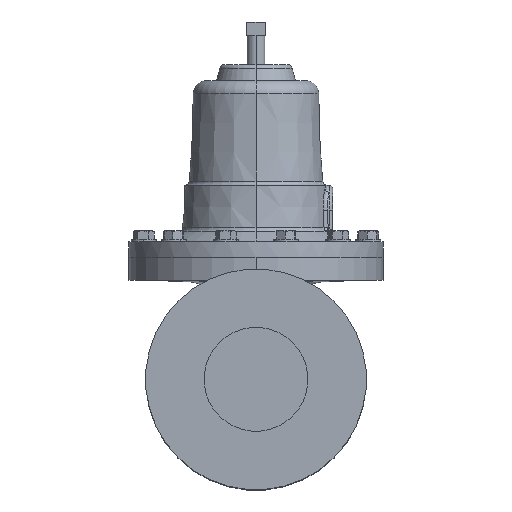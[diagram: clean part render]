
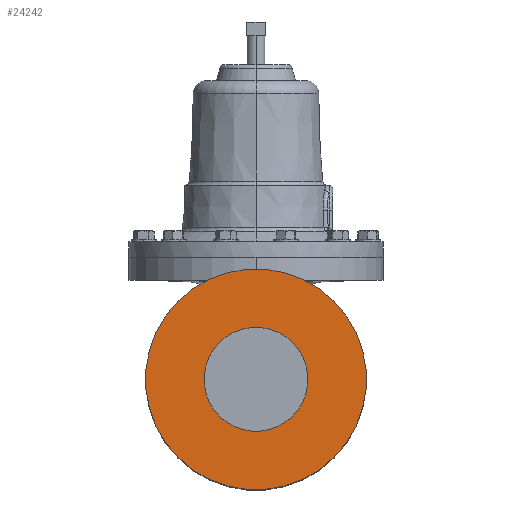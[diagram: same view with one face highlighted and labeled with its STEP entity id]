
A CAD part, top view. The second image highlights one B-rep face of the part: STEP entity #24242.
In plain terms, the highlighted planar face has unit normal (0, 0, 1).
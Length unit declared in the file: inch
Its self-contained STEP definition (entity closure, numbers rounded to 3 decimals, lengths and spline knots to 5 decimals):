
#53 = CIRCLE ( 'NONE', #24472, 1.44 ) ;
#1513 = VERTEX_POINT ( 'NONE', #4061 ) ;
#1967 = ORIENTED_EDGE ( 'NONE', *, *, #31773, .F. ) ;
#2412 = DIRECTION ( 'NONE',  ( -0.707, -0.707, 0. ) ) ;
#2811 = CIRCLE ( 'NONE', #9317, 3.06 ) ;
#4061 = CARTESIAN_POINT ( 'NONE',  ( 2.16375, 2.16375, 5.0625 ) ) ;
#4232 = AXIS2_PLACEMENT_3D ( 'NONE', #6093, #23427, #8600 ) ;
#4495 = EDGE_CURVE ( 'NONE', #1513, #11091, #2811, .T. ) ;
#4684 = CARTESIAN_POINT ( 'NONE',  ( 1.01823, 1.01823, 5.0625 ) ) ;
#5388 = CARTESIAN_POINT ( 'NONE',  ( -1.01823, -1.01823, 5.0625 ) ) ;
#6093 = CARTESIAN_POINT ( 'NONE',  ( 0., 0., 5.0625 ) ) ;
#6979 = EDGE_CURVE ( 'NONE', #31723, #29916, #14632, .T. ) ;
#7069 = FACE_BOUND ( 'NONE', #23435, .T. ) ;
#8600 = DIRECTION ( 'NONE',  ( -0.707, -0.707, 0. ) ) ;
#9317 = AXIS2_PLACEMENT_3D ( 'NONE', #13292, #30564, #15755 ) ;
#10215 = ORIENTED_EDGE ( 'NONE', *, *, #6979, .F. ) ;
#10589 = EDGE_LOOP ( 'NONE', ( #11175, #11394 ) ) ;
#11091 = VERTEX_POINT ( 'NONE', #31567 ) ;
#11175 = ORIENTED_EDGE ( 'NONE', *, *, #15054, .T. ) ;
#11394 = ORIENTED_EDGE ( 'NONE', *, *, #4495, .T. ) ;
#13292 = CARTESIAN_POINT ( 'NONE',  ( 0., 0., 5.0625 ) ) ;
#13880 = CARTESIAN_POINT ( 'NONE',  ( 1.01823, -1.01823, 5.0625 ) ) ;
#14327 = DIRECTION ( 'NONE',  ( 0., 0., 1. ) ) ;
#14632 = CIRCLE ( 'NONE', #4232, 1.44 ) ;
#15054 = EDGE_CURVE ( 'NONE', #11091, #1513, #31122, .T. ) ;
#15755 = DIRECTION ( 'NONE',  ( -0.707, -0.707, 0. ) ) ;
#16360 = DIRECTION ( 'NONE',  ( 0.707, 0.707, 0. ) ) ;
#17246 = DIRECTION ( 'NONE',  ( 0., 0., 1. ) ) ;
#18721 = PLANE ( 'NONE',  #28605 ) ;
#23330 = FACE_OUTER_BOUND ( 'NONE', #10589, .T. ) ;
#23427 = DIRECTION ( 'NONE',  ( 0., 0., 1. ) ) ;
#23435 = EDGE_LOOP ( 'NONE', ( #1967, #10215 ) ) ;
#24242 = ADVANCED_FACE ( 'NONE', ( #7069, #23330 ), #18721, .F. ) ;
#24472 = AXIS2_PLACEMENT_3D ( 'NONE', #32036, #17246, #2412 ) ;
#28067 = AXIS2_PLACEMENT_3D ( 'NONE', #29134, #14327, #31588 ) ;
#28605 = AXIS2_PLACEMENT_3D ( 'NONE', #13880, #31136, #16360 ) ;
#29134 = CARTESIAN_POINT ( 'NONE',  ( 0., 0., 5.0625 ) ) ;
#29916 = VERTEX_POINT ( 'NONE', #5388 ) ;
#30564 = DIRECTION ( 'NONE',  ( 0., 0., 1. ) ) ;
#31122 = CIRCLE ( 'NONE', #28067, 3.06 ) ;
#31136 = DIRECTION ( 'NONE',  ( 0., 0., -1. ) ) ;
#31567 = CARTESIAN_POINT ( 'NONE',  ( -2.16375, -2.16375, 5.0625 ) ) ;
#31588 = DIRECTION ( 'NONE',  ( -0.707, -0.707, 0. ) ) ;
#31723 = VERTEX_POINT ( 'NONE', #4684 ) ;
#31773 = EDGE_CURVE ( 'NONE', #29916, #31723, #53, .T. ) ;
#32036 = CARTESIAN_POINT ( 'NONE',  ( 0., 0., 5.0625 ) ) ;
